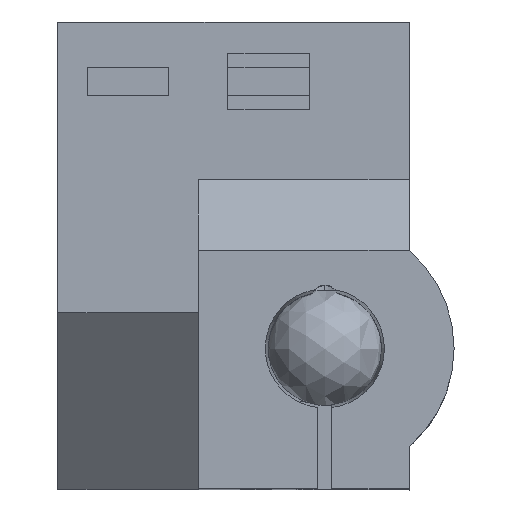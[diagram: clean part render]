
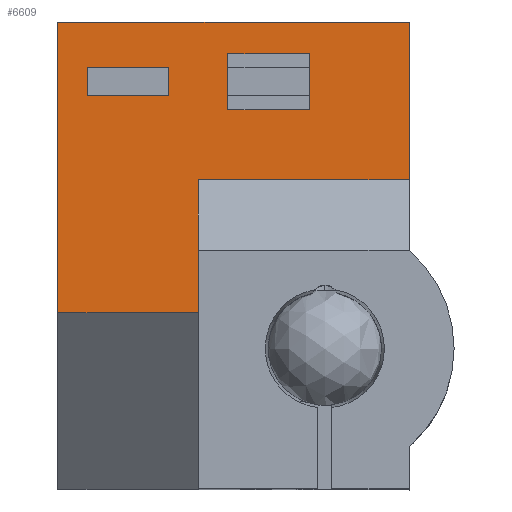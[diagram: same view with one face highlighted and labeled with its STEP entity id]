
A CAD part, top view. The second image highlights one B-rep face of the part: STEP entity #6609.
In plain terms, the highlighted planar face has unit normal (0, 0, -1).
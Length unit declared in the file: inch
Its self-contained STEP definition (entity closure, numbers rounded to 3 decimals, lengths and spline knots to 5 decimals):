
#123 = EDGE_CURVE ( 'NONE', #7035, #2942, #7919, .T. ) ;
#156 = FACE_OUTER_BOUND ( 'NONE', #3805, .T. ) ;
#168 = LINE ( 'NONE', #3910, #6127 ) ;
#296 = EDGE_CURVE ( 'NONE', #1576, #4626, #168, .T. ) ;
#323 = ORIENTED_EDGE ( 'NONE', *, *, #974, .F. ) ;
#385 = EDGE_LOOP ( 'NONE', ( #9128, #323, #8272, #9188 ) ) ;
#410 = AXIS2_PLACEMENT_3D ( 'NONE', #8730, #2795, #1152 ) ;
#654 = CARTESIAN_POINT ( 'NONE',  ( 2.27953, -1.33858, 0.82677 ) ) ;
#690 = VERTEX_POINT ( 'NONE', #6583 ) ;
#728 = CARTESIAN_POINT ( 'NONE',  ( 1.5748, -2.40157, 0.82677 ) ) ;
#759 = EDGE_CURVE ( 'NONE', #4626, #8067, #6840, .T. ) ;
#821 = CARTESIAN_POINT ( 'NONE',  ( 1.5748, -1.22047, 0.82677 ) ) ;
#931 = CARTESIAN_POINT ( 'NONE',  ( 2.27953, -2.40157, 0.82677 ) ) ;
#974 = EDGE_CURVE ( 'NONE', #8972, #7035, #9697, .T. ) ;
#984 = VECTOR ( 'NONE', #7814, 39.37008 ) ;
#1152 = DIRECTION ( 'NONE',  ( 1., 0., 0. ) ) ;
#1171 = LINE ( 'NONE', #821, #7498 ) ;
#1178 = CARTESIAN_POINT ( 'NONE',  ( 2.27953, -1.1811, 0.82677 ) ) ;
#1187 = PLANE ( 'NONE',  #410 ) ;
#1234 = DIRECTION ( 'NONE',  ( 1., 0., 0. ) ) ;
#1316 = EDGE_CURVE ( 'NONE', #4034, #8972, #6832, .T. ) ;
#1333 = LINE ( 'NONE', #2317, #5132 ) ;
#1338 = EDGE_CURVE ( 'NONE', #6890, #690, #4665, .T. ) ;
#1576 = VERTEX_POINT ( 'NONE', #4618 ) ;
#1717 = DIRECTION ( 'NONE',  ( 0., -1., 0. ) ) ;
#1932 = VECTOR ( 'NONE', #7112, 39.37008 ) ;
#2185 = VECTOR ( 'NONE', #4193, 39.37008 ) ;
#2212 = LINE ( 'NONE', #5219, #5044 ) ;
#2317 = CARTESIAN_POINT ( 'NONE',  ( 2.55906, -2.27362, 0.82677 ) ) ;
#2329 = ORIENTED_EDGE ( 'NONE', *, *, #296, .F. ) ;
#2355 = VERTEX_POINT ( 'NONE', #1178 ) ;
#2361 = CARTESIAN_POINT ( 'NONE',  ( 1.5748, -1.1811, 0.82677 ) ) ;
#2486 = CARTESIAN_POINT ( 'NONE',  ( 2.05118, -2.40157, 0.82677 ) ) ;
#2524 = VECTOR ( 'NONE', #1234, 39.37008 ) ;
#2795 = DIRECTION ( 'NONE',  ( 0., 0., 1. ) ) ;
#2942 = VERTEX_POINT ( 'NONE', #8102 ) ;
#2976 = DIRECTION ( 'NONE',  ( 1., 0., 0. ) ) ;
#2982 = LINE ( 'NONE', #9608, #6417 ) ;
#2992 = CARTESIAN_POINT ( 'NONE',  ( 1.65748, -2.40157, 0.82677 ) ) ;
#3071 = DIRECTION ( 'NONE',  ( -1., 0., 0. ) ) ;
#3121 = VERTEX_POINT ( 'NONE', #654 ) ;
#3348 = LINE ( 'NONE', #6638, #2524 ) ;
#3437 = CARTESIAN_POINT ( 'NONE',  ( 1.65748, -1.29921, 0.82677 ) ) ;
#3484 = CARTESIAN_POINT ( 'NONE',  ( 1.5748, -1.29921, 0.82677 ) ) ;
#3632 = EDGE_CURVE ( 'NONE', #2355, #3121, #4873, .T. ) ;
#3805 = EDGE_LOOP ( 'NONE', ( #2329, #9475, #4453, #6713, #9895, #3969 ) ) ;
#3829 = VECTOR ( 'NONE', #7656, 39.37008 ) ;
#3910 = CARTESIAN_POINT ( 'NONE',  ( 1.5748, -1.09252, 0.82677 ) ) ;
#3967 = CARTESIAN_POINT ( 'NONE',  ( 1.88583, -2.40157, 0.82677 ) ) ;
#3969 = ORIENTED_EDGE ( 'NONE', *, *, #759, .F. ) ;
#4034 = VERTEX_POINT ( 'NONE', #8505 ) ;
#4193 = DIRECTION ( 'NONE',  ( -1., 0., 0. ) ) ;
#4446 = EDGE_CURVE ( 'NONE', #690, #2355, #5364, .T. ) ;
#4453 = ORIENTED_EDGE ( 'NONE', *, *, #7583, .F. ) ;
#4469 = DIRECTION ( 'NONE',  ( 0., -1., 0. ) ) ;
#4582 = DIRECTION ( 'NONE',  ( 0., -1., 0. ) ) ;
#4618 = CARTESIAN_POINT ( 'NONE',  ( 2.55906, -1.09252, 0.82677 ) ) ;
#4626 = VERTEX_POINT ( 'NONE', #9536 ) ;
#4647 = EDGE_CURVE ( 'NONE', #5594, #5841, #2982, .T. ) ;
#4665 = LINE ( 'NONE', #2486, #1932 ) ;
#4711 = CARTESIAN_POINT ( 'NONE',  ( 1.9685, -1.90699, 0.82677 ) ) ;
#4850 = EDGE_CURVE ( 'NONE', #2942, #4034, #1171, .T. ) ;
#4873 = LINE ( 'NONE', #931, #9202 ) ;
#5030 = DIRECTION ( 'NONE',  ( 0., 1., 0. ) ) ;
#5044 = VECTOR ( 'NONE', #5252, 39.37008 ) ;
#5132 = VECTOR ( 'NONE', #4582, 39.37008 ) ;
#5219 = CARTESIAN_POINT ( 'NONE',  ( 1.1811, -1.90699, 0.82677 ) ) ;
#5252 = DIRECTION ( 'NONE',  ( 1., 0., 0. ) ) ;
#5364 = LINE ( 'NONE', #2361, #3829 ) ;
#5594 = VERTEX_POINT ( 'NONE', #4711 ) ;
#5841 = VERTEX_POINT ( 'NONE', #6784 ) ;
#5856 = EDGE_CURVE ( 'NONE', #8067, #5594, #2212, .T. ) ;
#6082 = VERTEX_POINT ( 'NONE', #8015 ) ;
#6127 = VECTOR ( 'NONE', #3071, 39.37008 ) ;
#6276 = ORIENTED_EDGE ( 'NONE', *, *, #4446, .F. ) ;
#6341 = VECTOR ( 'NONE', #4469, 39.37008 ) ;
#6417 = VECTOR ( 'NONE', #5030, 39.37008 ) ;
#6516 = EDGE_LOOP ( 'NONE', ( #8020, #6276, #7961, #9690 ) ) ;
#6583 = CARTESIAN_POINT ( 'NONE',  ( 2.05118, -1.1811, 0.82677 ) ) ;
#6609 = ADVANCED_FACE ( 'NONE', ( #9334, #7080, #156 ), #1187, .F. ) ;
#6638 = CARTESIAN_POINT ( 'NONE',  ( 1.5748, -1.53543, 0.82677 ) ) ;
#6713 = ORIENTED_EDGE ( 'NONE', *, *, #4647, .F. ) ;
#6784 = CARTESIAN_POINT ( 'NONE',  ( 1.9685, -1.53543, 0.82677 ) ) ;
#6832 = LINE ( 'NONE', #3967, #984 ) ;
#6840 = LINE ( 'NONE', #728, #6341 ) ;
#6890 = VERTEX_POINT ( 'NONE', #8363 ) ;
#7035 = VERTEX_POINT ( 'NONE', #3437 ) ;
#7080 = FACE_BOUND ( 'NONE', #385, .T. ) ;
#7112 = DIRECTION ( 'NONE',  ( 0., 1., 0. ) ) ;
#7116 = EDGE_CURVE ( 'NONE', #3121, #6890, #7667, .T. ) ;
#7234 = CARTESIAN_POINT ( 'NONE',  ( 1.5748, -1.90699, 0.82677 ) ) ;
#7293 = EDGE_CURVE ( 'NONE', #1576, #6082, #1333, .T. ) ;
#7498 = VECTOR ( 'NONE', #2976, 39.37008 ) ;
#7583 = EDGE_CURVE ( 'NONE', #5841, #6082, #3348, .T. ) ;
#7656 = DIRECTION ( 'NONE',  ( 1., 0., 0. ) ) ;
#7667 = LINE ( 'NONE', #9491, #2185 ) ;
#7814 = DIRECTION ( 'NONE',  ( 0., -1., 0. ) ) ;
#7919 = LINE ( 'NONE', #2992, #9239 ) ;
#7961 = ORIENTED_EDGE ( 'NONE', *, *, #1338, .F. ) ;
#8015 = CARTESIAN_POINT ( 'NONE',  ( 2.55906, -1.53543, 0.82677 ) ) ;
#8020 = ORIENTED_EDGE ( 'NONE', *, *, #3632, .F. ) ;
#8067 = VERTEX_POINT ( 'NONE', #7234 ) ;
#8102 = CARTESIAN_POINT ( 'NONE',  ( 1.65748, -1.22047, 0.82677 ) ) ;
#8272 = ORIENTED_EDGE ( 'NONE', *, *, #1316, .F. ) ;
#8278 = VECTOR ( 'NONE', #8806, 39.37008 ) ;
#8363 = CARTESIAN_POINT ( 'NONE',  ( 2.05118, -1.33858, 0.82677 ) ) ;
#8505 = CARTESIAN_POINT ( 'NONE',  ( 1.88583, -1.22047, 0.82677 ) ) ;
#8730 = CARTESIAN_POINT ( 'NONE',  ( 1.5748, -2.40157, 0.82677 ) ) ;
#8806 = DIRECTION ( 'NONE',  ( -1., 0., 0. ) ) ;
#8972 = VERTEX_POINT ( 'NONE', #9725 ) ;
#9096 = DIRECTION ( 'NONE',  ( 0., 1., 0. ) ) ;
#9128 = ORIENTED_EDGE ( 'NONE', *, *, #123, .F. ) ;
#9188 = ORIENTED_EDGE ( 'NONE', *, *, #4850, .F. ) ;
#9202 = VECTOR ( 'NONE', #1717, 39.37008 ) ;
#9239 = VECTOR ( 'NONE', #9096, 39.37008 ) ;
#9334 = FACE_BOUND ( 'NONE', #6516, .T. ) ;
#9475 = ORIENTED_EDGE ( 'NONE', *, *, #7293, .T. ) ;
#9491 = CARTESIAN_POINT ( 'NONE',  ( 1.5748, -1.33858, 0.82677 ) ) ;
#9536 = CARTESIAN_POINT ( 'NONE',  ( 1.5748, -1.09252, 0.82677 ) ) ;
#9608 = CARTESIAN_POINT ( 'NONE',  ( 1.9685, -2.40157, 0.82677 ) ) ;
#9690 = ORIENTED_EDGE ( 'NONE', *, *, #7116, .F. ) ;
#9697 = LINE ( 'NONE', #3484, #8278 ) ;
#9725 = CARTESIAN_POINT ( 'NONE',  ( 1.88583, -1.29921, 0.82677 ) ) ;
#9895 = ORIENTED_EDGE ( 'NONE', *, *, #5856, .F. ) ;
